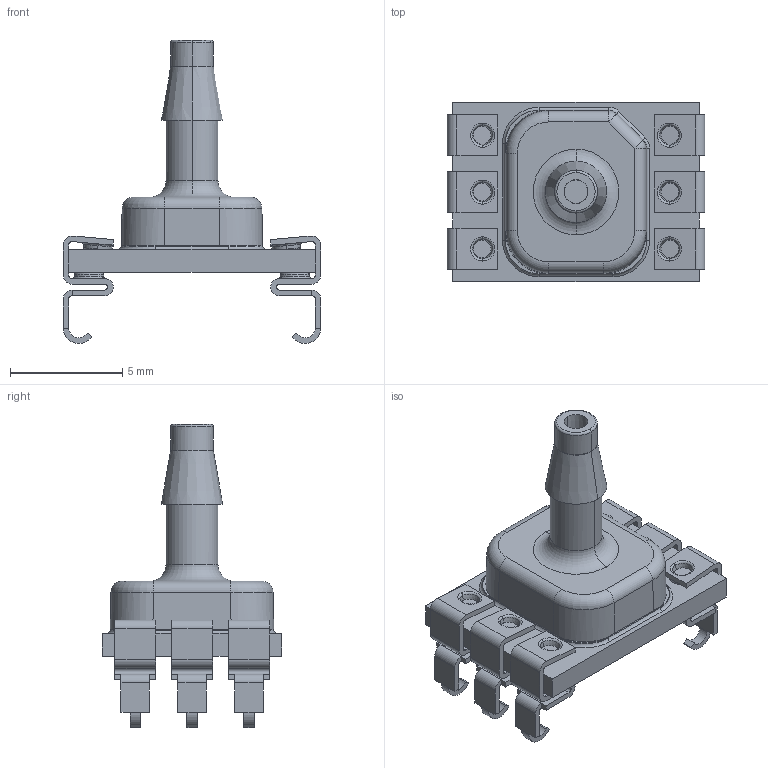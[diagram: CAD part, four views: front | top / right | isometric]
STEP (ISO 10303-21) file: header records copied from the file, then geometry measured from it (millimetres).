
FILE_DESCRIPTION((''),'2;1');
FILE_NAME('32303573_AXIAL_BARBED_DRY','2015-04-28T',('H116907'),(''),'PRO/ENGINEER BY PARAMETRIC TECHNOLOGY CORPORATION, 2013410','PRO/ENGINEER BY PARAMETRIC TECHNOLOGY CORPORATION, 2013410','');
FILE_SCHEMA(('CONFIG_CONTROL_DESIGN'));
Length unit declared in the file: millimetre
Products named in the file (1): 32303573_AXIAL_BARBED_DRY
Bounding box: 11.5 x 8 x 13.53 mm (x, y, z)
Volume: 242.2 mm3; surface area: 544.3 mm2
Topology: 1 solids, 6 shells, 585 faces, 2068 edges, 1513 vertices
Faces by surface type: plane 347, cylinder 86, torus 74, cone 52, bspline 24, sphere 2
Entity records: 23742 total; most frequent: CARTESIAN_POINT 5385, ORIENTED_EDGE 4078, DIRECTION 3602, EDGE_CURVE 2066, VERTEX_POINT 1513, VECTOR 1494, LINE 1494, AXIS2_PLACEMENT_3D 1054
